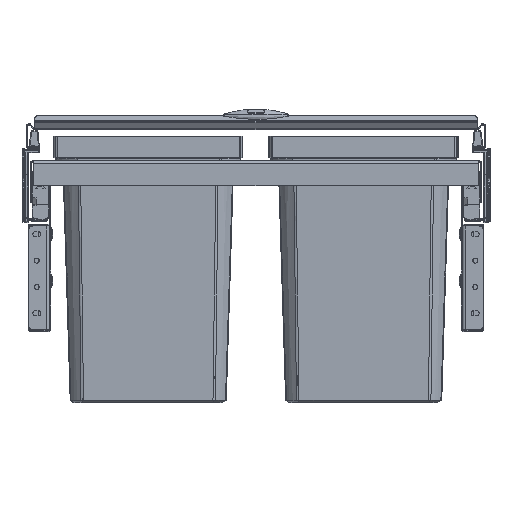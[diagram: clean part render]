
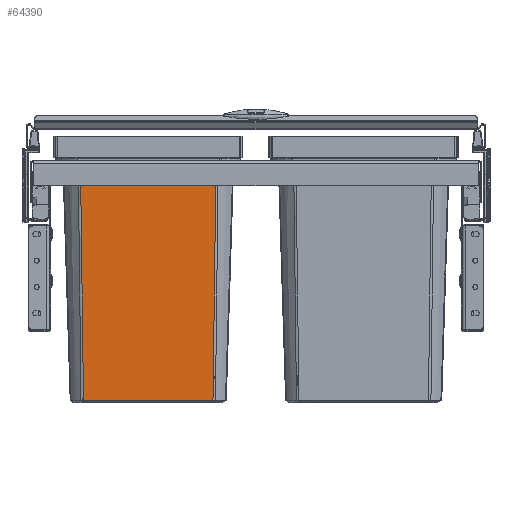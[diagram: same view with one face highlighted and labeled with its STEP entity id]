
A CAD part, top view. The second image highlights one B-rep face of the part: STEP entity #64390.
In plain terms, the highlighted planar face has unit normal (0, -0.031, 1).
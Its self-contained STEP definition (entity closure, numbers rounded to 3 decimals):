
#12402=EDGE_CURVE('9833',#33347,#33344,#33348,.T.);
#12454=EDGE_CURVE('9781',#33344,#33415,#33418,.T.);
#12456=EDGE_CURVE('9817',#33420,#33415,#33421,.T.);
#12458=EDGE_CURVE('9786',#33347,#33420,#33423,.T.);
#33344=VERTEX_POINT('',#63044);
#33347=VERTEX_POINT('',#63055);
#33348=LINE('',#63056,#63057);
#33415=VERTEX_POINT('',#63266);
#33418=B_SPLINE_CURVE_WITH_KNOTS('',3,(#63275,#63276,#63277,#63278,#63279,#63280),.UNSPECIFIED.,.F.,.F.,(4,1,1,4),(0.0,0.333,0.667,1.0),.UNSPECIFIED.);
#33420=VERTEX_POINT('',#63283);
#33421=LINE('',#63284,#63285);
#33423=B_SPLINE_CURVE_WITH_KNOTS('',3,(#63288,#63289,#63290,#63291,#63292,#63293),.UNSPECIFIED.,.F.,.F.,(4,1,1,4),(0.0,0.333,0.667,1.0),.UNSPECIFIED.);
#63044=CARTESIAN_POINT('',(-213.229,9.8,-11.929));
#63055=CARTESIAN_POINT('',(-48.371,9.8,-11.929));
#63056=CARTESIAN_POINT('',(-48.371,9.8,-11.929));
#63057=VECTOR('',#109063,164.857);
#63266=CARTESIAN_POINT('',(-209.38,-290.329,-21.284));
#63275=CARTESIAN_POINT('',(-213.229,9.8,-11.929));
#63276=CARTESIAN_POINT('',(-212.783,-25.284,-13.022));
#63277=CARTESIAN_POINT('',(-211.904,-94.295,-15.173));
#63278=CARTESIAN_POINT('',(-210.622,-194.335,-18.292));
#63279=CARTESIAN_POINT('',(-209.791,-258.716,-20.299));
#63280=CARTESIAN_POINT('',(-209.38,-290.329,-21.284));
#63283=CARTESIAN_POINT('',(-52.22,-290.329,-21.284));
#63284=CARTESIAN_POINT('',(-52.22,-290.329,-21.284));
#63285=VECTOR('',#109073,157.161);
#63288=CARTESIAN_POINT('',(-48.371,9.8,-11.929));
#63289=CARTESIAN_POINT('',(-48.817,-25.284,-13.022));
#63290=CARTESIAN_POINT('',(-49.696,-94.295,-15.173));
#63291=CARTESIAN_POINT('',(-50.978,-194.335,-18.292));
#63292=CARTESIAN_POINT('',(-51.809,-258.716,-20.299));
#63293=CARTESIAN_POINT('',(-52.22,-290.329,-21.284));
#64390=ADVANCED_FACE('7138',(#109430),#109431,.T.);
#109063=DIRECTION('',(-1.0,0.0,0.0));
#109073=DIRECTION('',(-1.0,0.0,0.0));
#109430=FACE_OUTER_BOUND('',#138086,.T.);
#109431=PLANE('',#138087);
#138086=EDGE_LOOP('',(#152086,#152087,#152088,#152089));
#138087=AXIS2_PLACEMENT_3D('',#152090,#152091,#152092);
#152086=ORIENTED_EDGE('',*,*,#12456,.F.);
#152087=ORIENTED_EDGE('',*,*,#12458,.F.);
#152088=ORIENTED_EDGE('',*,*,#12402,.T.);
#152089=ORIENTED_EDGE('',*,*,#12454,.T.);
#152090=CARTESIAN_POINT('',(-130.8,-130.469,-16.301));
#152091=DIRECTION('',(0.0,-0.031,1.));
#152092=DIRECTION('',(1.0,0.0,0.0));
